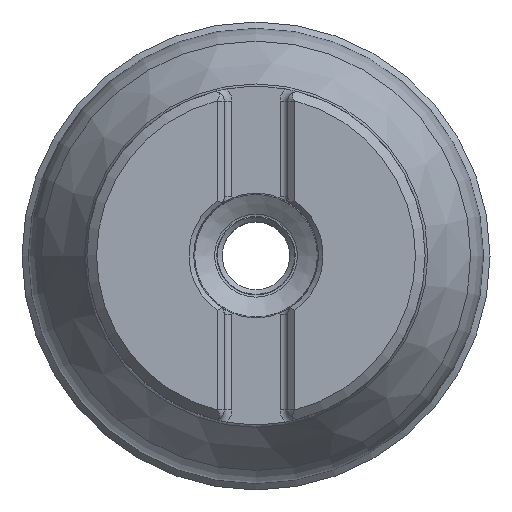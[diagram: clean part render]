
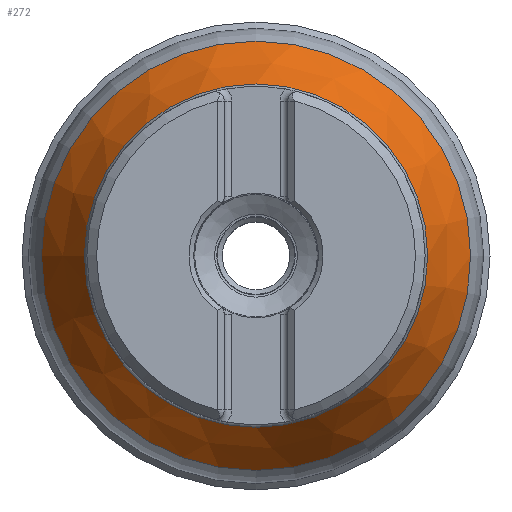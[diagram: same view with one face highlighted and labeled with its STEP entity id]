
A CAD part, top view. The second image highlights one B-rep face of the part: STEP entity #272.
In plain terms, the highlighted conical face has half-angle 30 degrees and reference radius 17.5 mm.
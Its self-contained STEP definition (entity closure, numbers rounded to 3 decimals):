
#79=CONICAL_SURFACE('',#1241,17.5,30.);
#272=ADVANCED_FACE('',(#407,#408),#79,.T.);
#407=FACE_BOUND('',#476,.T.);
#408=FACE_BOUND('',#477,.T.);
#476=EDGE_LOOP('',(#614));
#477=EDGE_LOOP('',(#615));
#614=ORIENTED_EDGE('',*,*,#1020,.T.);
#615=ORIENTED_EDGE('',*,*,#1021,.T.);
#910=VERTEX_POINT('',#1934);
#911=VERTEX_POINT('',#1936);
#1020=EDGE_CURVE('',#910,#910,#1158,.T.);
#1021=EDGE_CURVE('',#911,#911,#1159,.T.);
#1158=CIRCLE('',#1239,17.768);
#1159=CIRCLE('',#1240,22.21);
#1239=AXIS2_PLACEMENT_3D('',#1933,#1437,#1438);
#1240=AXIS2_PLACEMENT_3D('',#1935,#1439,#1440);
#1241=AXIS2_PLACEMENT_3D('',#1937,#1441,#1442);
#1437=DIRECTION('',(0.,0.,-1.));
#1438=DIRECTION('',(-1.,0.,0.));
#1439=DIRECTION('',(0.,0.,1.));
#1440=DIRECTION('',(1.,0.,0.));
#1441=DIRECTION('',(0.,0.,-1.));
#1442=DIRECTION('',(-1.,0.,0.));
#1933=CARTESIAN_POINT('',(0.,0.,-14.464));
#1934=CARTESIAN_POINT('',(-17.768,0.,-14.464));
#1935=CARTESIAN_POINT('',(0.,0.,-22.158));
#1936=CARTESIAN_POINT('',(22.21,0.,-22.158));
#1937=CARTESIAN_POINT('',(0.,0.,-14.));
